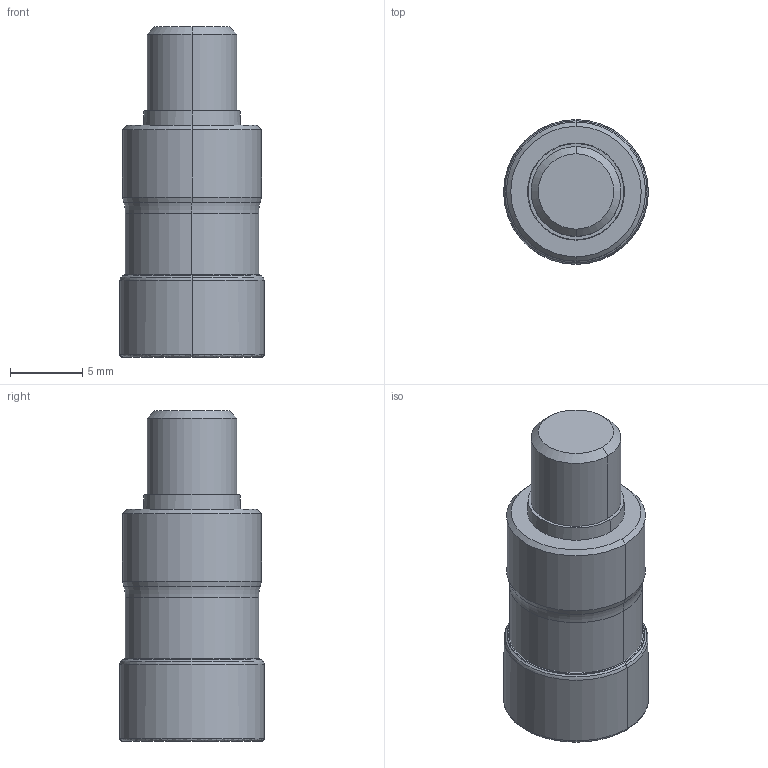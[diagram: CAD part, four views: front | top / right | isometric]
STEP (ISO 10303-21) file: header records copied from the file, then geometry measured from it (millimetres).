
FILE_DESCRIPTION((''),'2;1');
FILE_NAME('12J1A010016T6R00','2023-09-28T15:54:39',('arcalean'),(''),'CREO PARAMETRIC BY PTC INC, 2021184','CREO PARAMETRIC BY PTC INC, 2021184','');
FILE_SCHEMA(('AUTOMOTIVE_DESIGN { 1 0 10303 214 1 1 1 1 }'));
Length unit declared in the file: millimetre
Products named in the file (3): NOCUT; CUT; 12J1A010016T6R00
Assembly tree (2 placements, depth 2):
  12J1A010016T6R00
    NOCUT
    CUT
Bounding box: 10 x 10 x 22.8 mm (x, y, z)
Volume: 1462.8 mm3; surface area: 1082.7 mm2
Topology: 2 solids, 2 shells, 59 faces, 116 edges, 62 vertices
Faces by surface type: revolution 28, cone 12, torus 8, cylinder 6, plane 5
Entity records: 3772 total; most frequent: CARTESIAN_POINT 2003, DIRECTION 272, ORIENTED_EDGE 232, PRESENTATION_STYLE_ASSIGNMENT 121, STYLED_ITEM 121, CURVE_STYLE 119, EDGE_CURVE 116, AXIS2_PLACEMENT_3D 112
